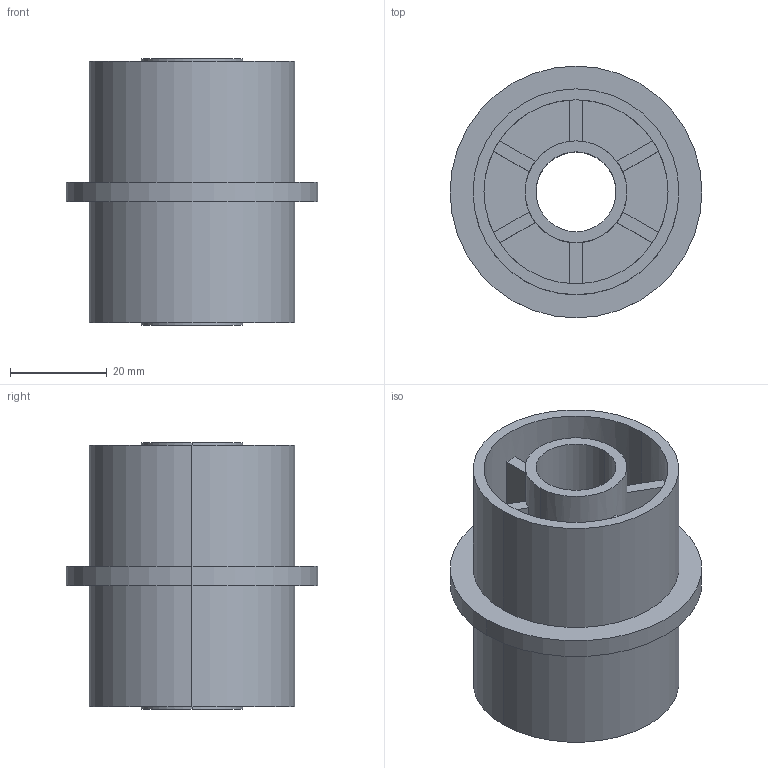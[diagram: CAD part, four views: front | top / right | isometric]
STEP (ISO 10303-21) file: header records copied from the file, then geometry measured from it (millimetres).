
FILE_DESCRIPTION (( 'STEP AP214' ), '1' );
FILE_NAME ('E0377B06-D899-4733-BFBA-130F496A234F.STEP', '2023-08-02T11:16:55', ( '' ), ( '' ), 'SwSTEP 2.0', 'SolidWorks 2022', '' );
FILE_SCHEMA (( 'AUTOMOTIVE_DESIGN' ));
Length unit declared in the file: millimetre
Products named in the file (1): E0377B06-D899-4733-BFBA-130F496A234F
Bounding box: 52 x 52 x 55 mm (x, y, z)
Volume: 33220.4 mm3; surface area: 25938.6 mm2
Topology: 1 solids, 1 shells, 70 faces, 192 edges, 128 vertices
Faces by surface type: plane 54, cylinder 16
Entity records: 2294 total; most frequent: DIRECTION 414, CARTESIAN_POINT 391, ORIENTED_EDGE 384, EDGE_CURVE 192, AXIS2_PLACEMENT_3D 151, VERTEX_POINT 128, VECTOR 112, LINE 112
